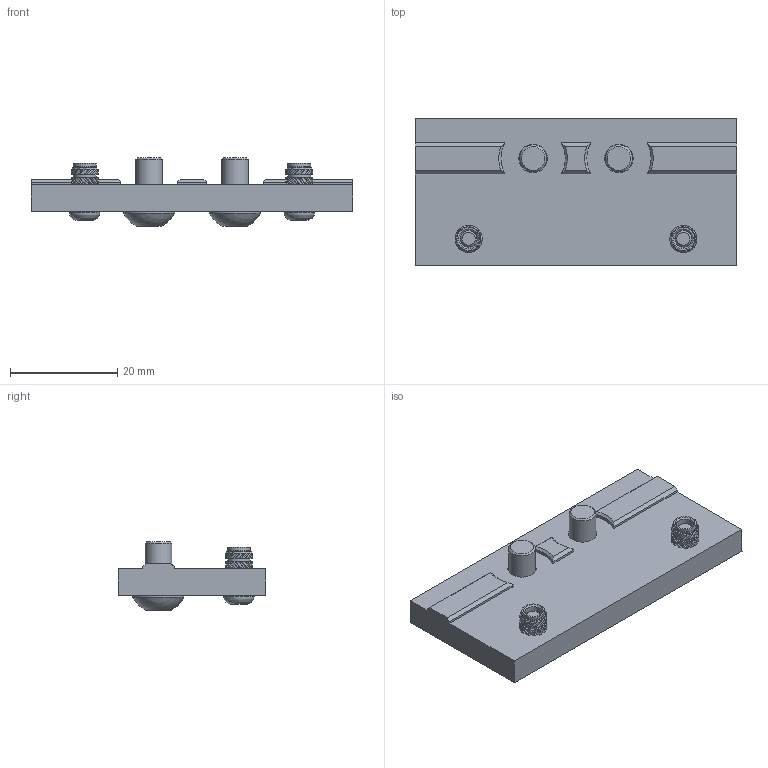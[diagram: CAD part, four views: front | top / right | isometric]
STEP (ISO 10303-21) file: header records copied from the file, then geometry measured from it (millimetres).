
FILE_DESCRIPTION(/* description */ (''),/* implementation_level */ '2;1');
FILE_NAME(/* name */ 'L Bracket (1).step',/* time_stamp */ '2025-04-27T20:22:25+03:00',/* author */ (''),/* organization */ (''),/* preprocessor_version */ 'ST-DEVELOPER v20.1',/* originating_system */ 'Autodesk Translation Framework v14.4.0.0',/* authorisation */ '');
FILE_SCHEMA (('AUTOMOTIVE_DESIGN { 1 0 10303 214 3 1 1 }'));
Length unit declared in the file: millimetre
Products named in the file (5): L Bracket (1); Hardware (5); M5x10 BHCS; M3x8 BHCS; M3 Threaded Insert (3)
Assembly tree (7 placements, depth 3):
  L Bracket (1)
    Hardware (5)
      M5x10 BHCS  x2
      M3 Threaded Insert (3)  x2
      M3x8 BHCS  x2
Bounding box: 60 x 27.5 x 12.75 mm (x, y, z)
Volume: 9026.6 mm3; surface area: 5662.3 mm2
Topology: 7 solids, 7 shells, 367 faces, 992 edges, 654 vertices
Faces by surface type: bspline 158, plane 83, cylinder 76, cone 46, sphere 2, torus 2
Full cylindrical faces by diameter (mm): 3 x2, 3.2 x4, 4.1 x2, 4.25 x4, 5 x2, 5.3 x2, 5.7 x2, 9.5 x2
Entity records: 11508 total; most frequent: CARTESIAN_POINT 6617, ORIENTED_EDGE 1088, DIRECTION 853, EDGE_CURVE 544, VERTEX_POINT 360, AXIS2_PLACEMENT_3D 346, EDGE_LOOP 222, FACE_OUTER_BOUND 202
